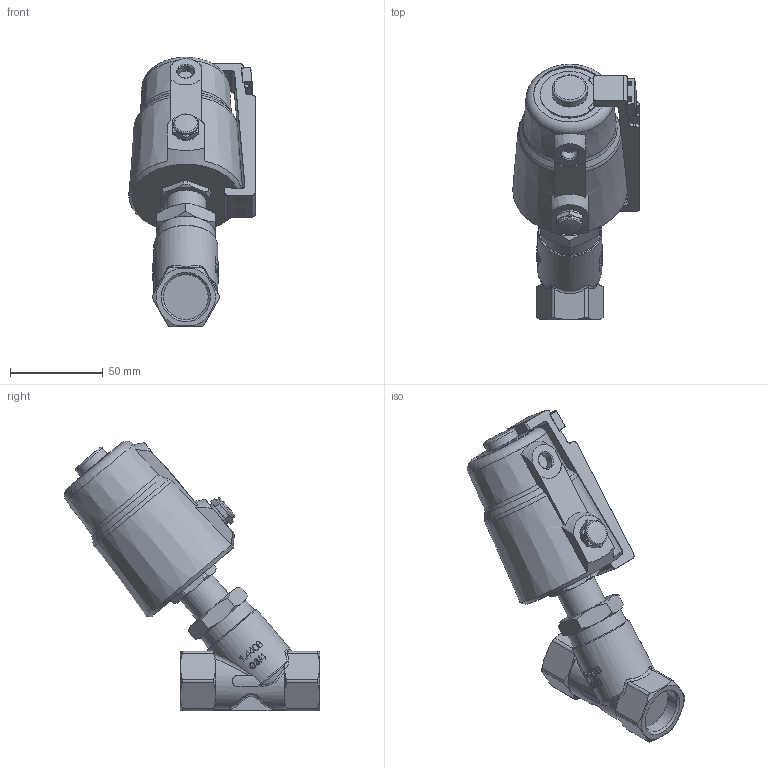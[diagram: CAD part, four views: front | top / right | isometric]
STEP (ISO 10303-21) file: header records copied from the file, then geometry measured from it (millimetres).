
FILE_DESCRIPTION(/* description */ ('3D-Modell'),/* implementation_level */ '2;1');
FILE_NAME(/* name */ '063.007479.stp',/* time_stamp */ '2024-01-26T07:57:02+01:00',/* author */ ('LBirkmann'),/* organization */ (''),/* preprocessor_version */ 'ST-DEVELOPER v16.1',/* originating_system */ 'Autodesk Inventor 2016',/* authorisation */ '');
FILE_SCHEMA (('AUTOMOTIVE_DESIGN { 1 0 10303 214 3 1 1 }'));
Length unit declared in the file: millimetre
Products named in the file (1): 88-006215
Bounding box: 68.15 x 137.45 x 145.18 mm (x, y, z)
Volume: 306554.6 mm3; surface area: 42738.5 mm2
Topology: 1 solids, 1 shells, 584 faces, 1522 edges, 956 vertices
Faces by surface type: plane 280, bspline 118, cylinder 89, cone 85, torus 11, sphere 1
Full cylindrical faces by diameter (mm): 3.242 x1, 8.566 x1, 13.5 x2, 18.05 x1, 19 x1, 22 x1, 24.117 x2, 32 x2, 34.5 x1, 39 x1
Entity records: 44886 total; most frequent: CARTESIAN_POINT 32220, ORIENTED_EDGE 2920, DIRECTION 2150, EDGE_CURVE 1460, VERTEX_POINT 935, AXIS2_PLACEMENT_3D 760, EDGE_LOOP 651, LINE 630
